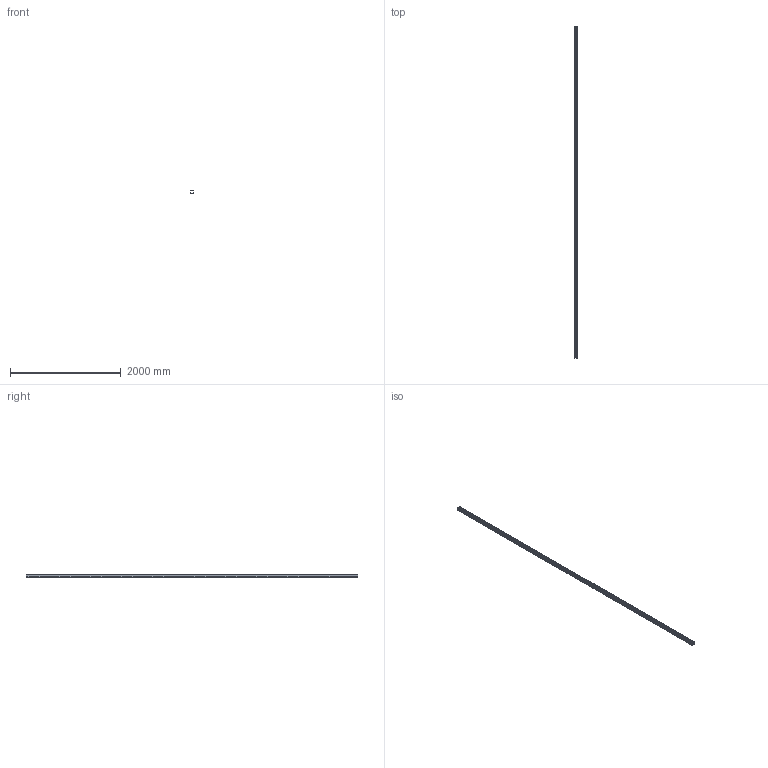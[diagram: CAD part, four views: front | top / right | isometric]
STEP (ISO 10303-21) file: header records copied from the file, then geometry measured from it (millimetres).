
FILE_DESCRIPTION(/* description */ (''),/* implementation_level */ '2;1');
FILE_NAME(/* name */ 'KCP50H60_6.stp',/* time_stamp */ '2020-03-24T11:50:12+01:00',/* author */ ('stanislaw.luczak'),/* organization */ (''),/* preprocessor_version */ 'ST-DEVELOPER v18',/* originating_system */ 'Autodesk Inventor 2020',/* authorisation */ '');
FILE_SCHEMA (('AUTOMOTIVE_DESIGN { 1 0 10303 214 3 1 1 }'));
Products named in the file (1): KCP50H60_6
Bounding box: 50.41 x 6000 x 60.47 mm (x, y, z)
Volume: 1437648.9 mm3; surface area: 2021382.4 mm2
Topology: 1 solids, 1 shells, 7173 faces, 20057 edges, 13246 vertices
Faces by surface type: plane 4404, cylinder 2769
Full cylindrical faces by diameter (mm): 8.5 x119
Entity records: 234776 total; most frequent: CARTESIAN_POINT 40477, ORIENTED_EDGE 40114, DIRECTION 39943, EDGE_CURVE 20057, LINE 14519, VECTOR 14519, VERTEX_POINT 13246, AXIS2_PLACEMENT_3D 12712
